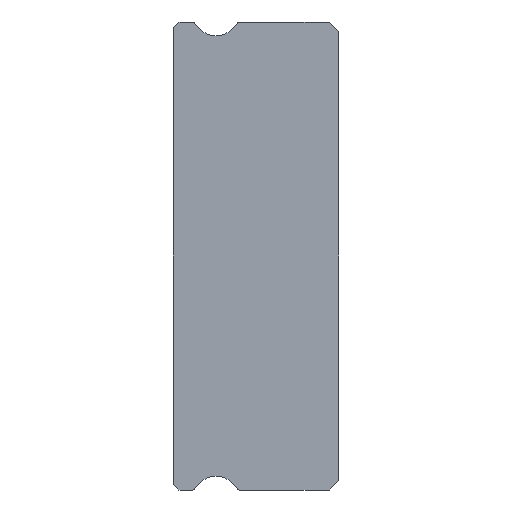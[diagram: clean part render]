
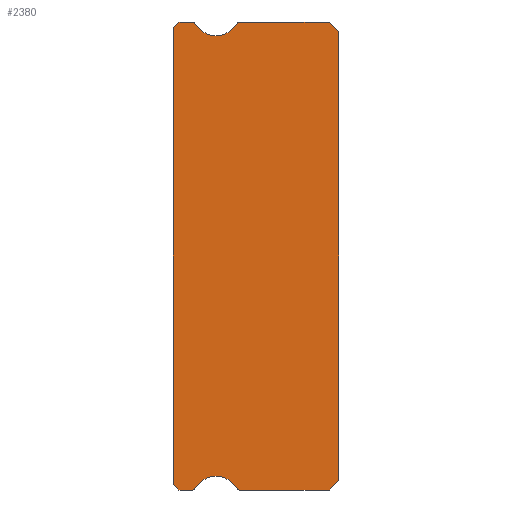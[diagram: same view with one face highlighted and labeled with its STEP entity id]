
A CAD part, left-side view. The second image highlights one B-rep face of the part: STEP entity #2380.
In plain terms, the highlighted planar face has unit normal (-1, 0, 0).
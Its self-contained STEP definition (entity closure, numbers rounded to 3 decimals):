
#32 = ORIENTED_EDGE ( 'NONE', *, *, #2214, .T. ) ;
#55 = CARTESIAN_POINT ( 'NONE',  ( -20., 8.5, -11.7 ) ) ;
#77 = CARTESIAN_POINT ( 'NONE',  ( -20., 0., 11.5 ) ) ;
#79 = VECTOR ( 'NONE', #2237, 1000. ) ;
#87 = DIRECTION ( 'NONE',  ( 0., 0., 1. ) ) ;
#102 = LINE ( 'NONE', #2582, #2666 ) ;
#128 = VERTEX_POINT ( 'NONE', #2426 ) ;
#133 = EDGE_CURVE ( 'NONE', #345, #743, #248, .T. ) ;
#149 = VERTEX_POINT ( 'NONE', #989 ) ;
#152 = AXIS2_PLACEMENT_3D ( 'NONE', #1220, #2677, #1436 ) ;
#166 = LINE ( 'NONE', #1640, #1616 ) ;
#176 = DIRECTION ( 'NONE',  ( 0., 0.707, -0.707 ) ) ;
#178 = CARTESIAN_POINT ( 'NONE',  ( -20., 7.512, 12. ) ) ;
#199 = VERTEX_POINT ( 'NONE', #222 ) ;
#215 = CARTESIAN_POINT ( 'NONE',  ( -20., 8.2, -12. ) ) ;
#222 = CARTESIAN_POINT ( 'NONE',  ( -20., 5.088, -12. ) ) ;
#224 = ORIENTED_EDGE ( 'NONE', *, *, #2134, .T. ) ;
#248 = CIRCLE ( 'NONE', #2060, 1.25 ) ;
#253 = CARTESIAN_POINT ( 'NONE',  ( -20., 0.5, -12. ) ) ;
#289 = DIRECTION ( 'NONE',  ( 0., 0., -1. ) ) ;
#340 = LINE ( 'NONE', #1180, #2219 ) ;
#345 = VERTEX_POINT ( 'NONE', #2366 ) ;
#346 = DIRECTION ( 'NONE',  ( 0., 0., -1. ) ) ;
#388 = DIRECTION ( 'NONE',  ( -1., 0., 0. ) ) ;
#389 = LINE ( 'NONE', #1211, #1201 ) ;
#395 = ORIENTED_EDGE ( 'NONE', *, *, #2480, .F. ) ;
#400 = PLANE ( 'NONE',  #152 ) ;
#447 = ORIENTED_EDGE ( 'NONE', *, *, #1253, .F. ) ;
#471 = LINE ( 'NONE', #77, #2006 ) ;
#476 = ORIENTED_EDGE ( 'NONE', *, *, #1131, .F. ) ;
#480 = DIRECTION ( 'NONE',  ( 1., 0., 0. ) ) ;
#552 = AXIS2_PLACEMENT_3D ( 'NONE', #894, #685, #289 ) ;
#556 = EDGE_CURVE ( 'NONE', #1242, #1595, #389, .T. ) ;
#560 = DIRECTION ( 'NONE',  ( 0., 0., -1. ) ) ;
#610 = EDGE_CURVE ( 'NONE', #976, #199, #830, .T. ) ;
#650 = CARTESIAN_POINT ( 'NONE',  ( -20., 7.512, -11.85 ) ) ;
#659 = VERTEX_POINT ( 'NONE', #178 ) ;
#685 = DIRECTION ( 'NONE',  ( 1., 0., 0. ) ) ;
#712 = LINE ( 'NONE', #918, #1878 ) ;
#743 = VERTEX_POINT ( 'NONE', #1842 ) ;
#763 = EDGE_CURVE ( 'NONE', #806, #1204, #1124, .T. ) ;
#799 = DIRECTION ( 'NONE',  ( 1., 0., 0. ) ) ;
#806 = VERTEX_POINT ( 'NONE', #1470 ) ;
#830 = LINE ( 'NONE', #1411, #79 ) ;
#837 = VERTEX_POINT ( 'NONE', #1608 ) ;
#886 = LINE ( 'NONE', #1912, #1666 ) ;
#894 = CARTESIAN_POINT ( 'NONE',  ( -20., 5.088, -11.85 ) ) ;
#905 = DIRECTION ( 'NONE',  ( 0., 1., 0. ) ) ;
#918 = CARTESIAN_POINT ( 'NONE',  ( -20., 8.2, 12. ) ) ;
#958 = ORIENTED_EDGE ( 'NONE', *, *, #2425, .F. ) ;
#976 = VERTEX_POINT ( 'NONE', #253 ) ;
#988 = DIRECTION ( 'NONE',  ( 0., -0.707, -0.707 ) ) ;
#989 = CARTESIAN_POINT ( 'NONE',  ( -20., 0., 11.5 ) ) ;
#1005 = ORIENTED_EDGE ( 'NONE', *, *, #1323, .T. ) ;
#1008 = CARTESIAN_POINT ( 'NONE',  ( -20., 7.512, -12. ) ) ;
#1041 = DIRECTION ( 'NONE',  ( 0., 0., -1. ) ) ;
#1124 = CIRCLE ( 'NONE', #2450, 0.15 ) ;
#1126 = AXIS2_PLACEMENT_3D ( 'NONE', #1231, #2465, #2076 ) ;
#1131 = EDGE_CURVE ( 'NONE', #1219, #806, #2284, .T. ) ;
#1180 = CARTESIAN_POINT ( 'NONE',  ( -20., 0., -11.5 ) ) ;
#1201 = VECTOR ( 'NONE', #87, 1000. ) ;
#1204 = VERTEX_POINT ( 'NONE', #1008 ) ;
#1211 = CARTESIAN_POINT ( 'NONE',  ( -20., 8.5, 11.85 ) ) ;
#1214 = VERTEX_POINT ( 'NONE', #2647 ) ;
#1219 = VERTEX_POINT ( 'NONE', #2099 ) ;
#1220 = CARTESIAN_POINT ( 'NONE',  ( -20., 7.512, 11.85 ) ) ;
#1231 = CARTESIAN_POINT ( 'NONE',  ( -20., 6.3, -12.55 ) ) ;
#1233 = CIRCLE ( 'NONE', #2271, 0.15 ) ;
#1235 = CARTESIAN_POINT ( 'NONE',  ( -20., 7.512, 11.85 ) ) ;
#1242 = VERTEX_POINT ( 'NONE', #55 ) ;
#1250 = ORIENTED_EDGE ( 'NONE', *, *, #556, .F. ) ;
#1253 = EDGE_CURVE ( 'NONE', #199, #1219, #1590, .T. ) ;
#1258 = ORIENTED_EDGE ( 'NONE', *, *, #2294, .T. ) ;
#1295 = DIRECTION ( 'NONE',  ( 0., 0., 1. ) ) ;
#1305 = DIRECTION ( 'NONE',  ( 0., 0., -1. ) ) ;
#1323 = EDGE_CURVE ( 'NONE', #659, #128, #712, .T. ) ;
#1353 = AXIS2_PLACEMENT_3D ( 'NONE', #2104, #480, #1305 ) ;
#1355 = DIRECTION ( 'NONE',  ( 0., -1., 0. ) ) ;
#1401 = VECTOR ( 'NONE', #988, 1000. ) ;
#1411 = CARTESIAN_POINT ( 'NONE',  ( -20., 7.512, -12. ) ) ;
#1417 = CARTESIAN_POINT ( 'NONE',  ( -20., 6.3, 12.55 ) ) ;
#1436 = DIRECTION ( 'NONE',  ( 0., 0., -1. ) ) ;
#1441 = ORIENTED_EDGE ( 'NONE', *, *, #133, .F. ) ;
#1470 = CARTESIAN_POINT ( 'NONE',  ( -20., 7.383, -11.925 ) ) ;
#1527 = VECTOR ( 'NONE', #1355, 1000. ) ;
#1587 = DIRECTION ( 'NONE',  ( 0., -1., 0. ) ) ;
#1590 = CIRCLE ( 'NONE', #552, 0.15 ) ;
#1595 = VERTEX_POINT ( 'NONE', #2670 ) ;
#1598 = CARTESIAN_POINT ( 'NONE',  ( -20., 8.2, -12. ) ) ;
#1603 = ORIENTED_EDGE ( 'NONE', *, *, #2600, .T. ) ;
#1606 = ORIENTED_EDGE ( 'NONE', *, *, #2179, .F. ) ;
#1608 = CARTESIAN_POINT ( 'NONE',  ( -20., 7.383, 11.925 ) ) ;
#1616 = VECTOR ( 'NONE', #176, 1000. ) ;
#1622 = FACE_OUTER_BOUND ( 'NONE', #2123, .T. ) ;
#1640 = CARTESIAN_POINT ( 'NONE',  ( -20., 8.5, 11.7 ) ) ;
#1666 = VECTOR ( 'NONE', #1697, 1000. ) ;
#1684 = VERTEX_POINT ( 'NONE', #215 ) ;
#1696 = ORIENTED_EDGE ( 'NONE', *, *, #610, .F. ) ;
#1697 = DIRECTION ( 'NONE',  ( 0., -0.707, -0.707 ) ) ;
#1837 = AXIS2_PLACEMENT_3D ( 'NONE', #1417, #2026, #346 ) ;
#1842 = CARTESIAN_POINT ( 'NONE',  ( -20., 5.217, 11.925 ) ) ;
#1859 = EDGE_CURVE ( 'NONE', #837, #345, #2229, .T. ) ;
#1875 = ORIENTED_EDGE ( 'NONE', *, *, #2329, .F. ) ;
#1878 = VECTOR ( 'NONE', #905, 1000. ) ;
#1912 = CARTESIAN_POINT ( 'NONE',  ( -20., 0.5, 12. ) ) ;
#2006 = VECTOR ( 'NONE', #1295, 1000. ) ;
#2022 = CARTESIAN_POINT ( 'NONE',  ( -20., 6.3, 12.55 ) ) ;
#2026 = DIRECTION ( 'NONE',  ( -1., 0., 0. ) ) ;
#2060 = AXIS2_PLACEMENT_3D ( 'NONE', #2022, #388, #560 ) ;
#2076 = DIRECTION ( 'NONE',  ( 0., 0., -1. ) ) ;
#2099 = CARTESIAN_POINT ( 'NONE',  ( -20., 5.217, -11.925 ) ) ;
#2104 = CARTESIAN_POINT ( 'NONE',  ( -20., 5.088, 11.85 ) ) ;
#2110 = ORIENTED_EDGE ( 'NONE', *, *, #1859, .F. ) ;
#2123 = EDGE_LOOP ( 'NONE', ( #1250, #32, #1603, #2660, #476, #447, #1696, #2299, #224, #958, #1606, #395, #1441, #2110, #1875, #1005, #1258 ) ) ;
#2134 = EDGE_CURVE ( 'NONE', #2524, #149, #471, .T. ) ;
#2179 = EDGE_CURVE ( 'NONE', #2402, #1214, #102, .T. ) ;
#2214 = EDGE_CURVE ( 'NONE', #1242, #1684, #2399, .T. ) ;
#2219 = VECTOR ( 'NONE', #2595, 1000. ) ;
#2229 = CIRCLE ( 'NONE', #1837, 1.25 ) ;
#2235 = DIRECTION ( 'NONE',  ( 0., 0., -1. ) ) ;
#2237 = DIRECTION ( 'NONE',  ( 0., 1., 0. ) ) ;
#2271 = AXIS2_PLACEMENT_3D ( 'NONE', #1235, #799, #2235 ) ;
#2284 = CIRCLE ( 'NONE', #1126, 1.25 ) ;
#2294 = EDGE_CURVE ( 'NONE', #128, #1595, #166, .T. ) ;
#2299 = ORIENTED_EDGE ( 'NONE', *, *, #2585, .F. ) ;
#2329 = EDGE_CURVE ( 'NONE', #659, #837, #1233, .T. ) ;
#2366 = CARTESIAN_POINT ( 'NONE',  ( -20., 6.3, 11.3 ) ) ;
#2374 = CARTESIAN_POINT ( 'NONE',  ( -20., 7.512, -12. ) ) ;
#2380 = ADVANCED_FACE ( 'NONE', ( #1622 ), #400, .F. ) ;
#2397 = CARTESIAN_POINT ( 'NONE',  ( -20., 0., -11.5 ) ) ;
#2399 = LINE ( 'NONE', #1598, #1401 ) ;
#2402 = VERTEX_POINT ( 'NONE', #2516 ) ;
#2425 = EDGE_CURVE ( 'NONE', #1214, #149, #886, .T. ) ;
#2426 = CARTESIAN_POINT ( 'NONE',  ( -20., 8.2, 12. ) ) ;
#2431 = CIRCLE ( 'NONE', #1353, 0.15 ) ;
#2450 = AXIS2_PLACEMENT_3D ( 'NONE', #650, #2678, #1041 ) ;
#2465 = DIRECTION ( 'NONE',  ( -1., 0., 0. ) ) ;
#2480 = EDGE_CURVE ( 'NONE', #743, #2402, #2431, .T. ) ;
#2516 = CARTESIAN_POINT ( 'NONE',  ( -20., 5.088, 12. ) ) ;
#2524 = VERTEX_POINT ( 'NONE', #2397 ) ;
#2582 = CARTESIAN_POINT ( 'NONE',  ( -20., 7.512, 12. ) ) ;
#2585 = EDGE_CURVE ( 'NONE', #2524, #976, #340, .T. ) ;
#2595 = DIRECTION ( 'NONE',  ( 0., 0.707, -0.707 ) ) ;
#2600 = EDGE_CURVE ( 'NONE', #1684, #1204, #2617, .T. ) ;
#2617 = LINE ( 'NONE', #2374, #1527 ) ;
#2647 = CARTESIAN_POINT ( 'NONE',  ( -20., 0.5, 12. ) ) ;
#2660 = ORIENTED_EDGE ( 'NONE', *, *, #763, .F. ) ;
#2666 = VECTOR ( 'NONE', #1587, 1000. ) ;
#2670 = CARTESIAN_POINT ( 'NONE',  ( -20., 8.5, 11.7 ) ) ;
#2677 = DIRECTION ( 'NONE',  ( 1., 0., 0. ) ) ;
#2678 = DIRECTION ( 'NONE',  ( 1., 0., 0. ) ) ;
